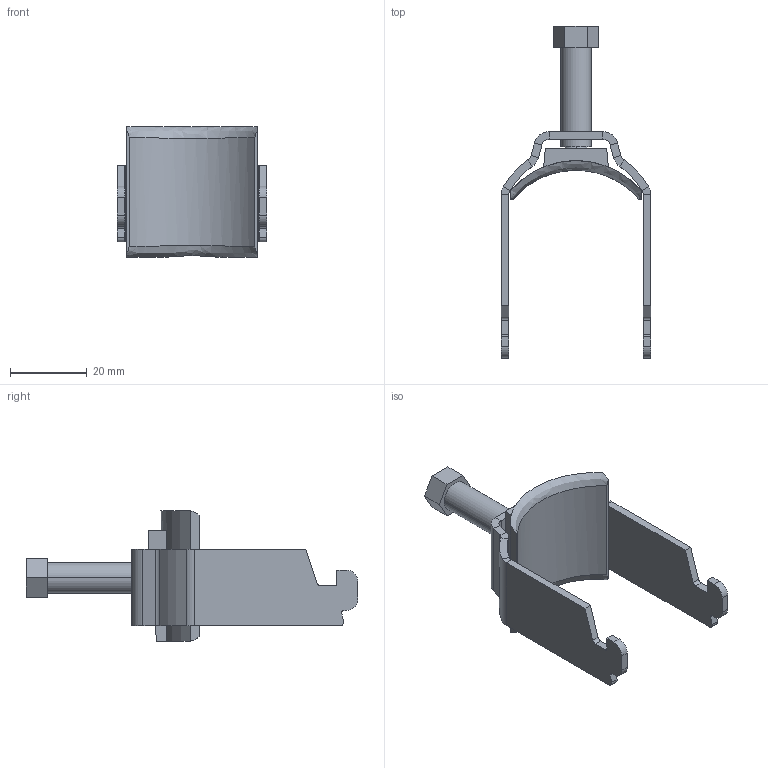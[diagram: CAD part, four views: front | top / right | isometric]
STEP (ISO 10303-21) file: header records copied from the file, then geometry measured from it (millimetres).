
FILE_DESCRIPTION (( 'STEP AP214' ), '1' );
FILE_NAME ('1163345.stp', '2017-09-20T12:15:10', ( '' ), ( '' ), 'SwSTEP 2.0', 'SolidWorks 2016', '' );
FILE_SCHEMA (( 'AUTOMOTIVE_DESIGN' ));
Length unit declared in the file: millimetre
Products named in the file (5): EB104-06-02_Standard; EB104-00-04_Standard; EB104-00-03_Druckschraube - M8 x 26; EB304-06-01_Standard; 1163345
Assembly tree (4 placements, depth 2):
  1163345
    EB304-06-01_Standard
    EB104-00-03_Druckschraube - M8 x 26
    EB104-00-04_Standard
    EB104-06-02_Standard
Bounding box: 39 x 86.5 x 34 mm (x, y, z)
Volume: 10486.4 mm3; surface area: 11050.6 mm2
Topology: 4 solids, 4 shells, 202 faces, 495 edges, 305 vertices
Faces by surface type: plane 148, cylinder 42, cone 8, torus 2, bspline 2
Entity records: 6304 total; most frequent: CARTESIAN_POINT 1336, DIRECTION 998, ORIENTED_EDGE 986, EDGE_CURVE 493, VECTOR 364, LINE 364, AXIS2_PLACEMENT_3D 317, VERTEX_POINT 305
